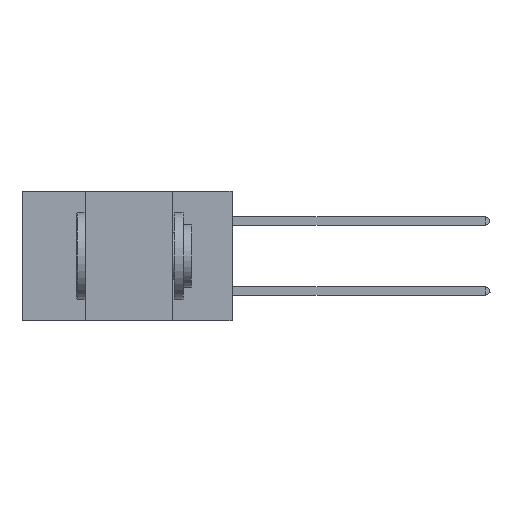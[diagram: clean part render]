
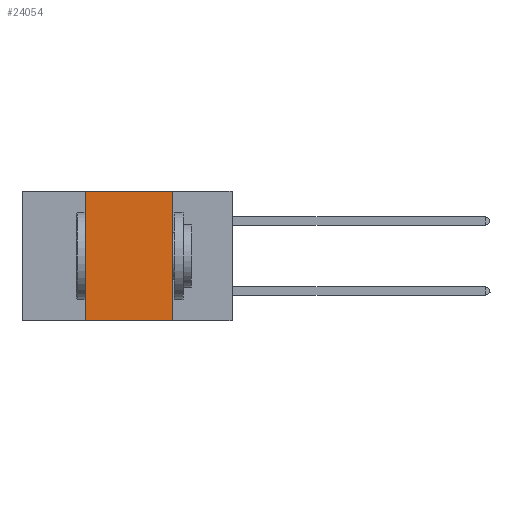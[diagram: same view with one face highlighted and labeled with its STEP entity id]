
A CAD part, left-side view. The second image highlights one B-rep face of the part: STEP entity #24054.
In plain terms, the highlighted planar face has unit normal (-1, 0, 0).
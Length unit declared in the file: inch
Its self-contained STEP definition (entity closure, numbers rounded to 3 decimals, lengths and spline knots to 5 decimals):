
#545 = DIRECTION ( 'NONE',  ( 0., 0., -1. ) ) ;
#838 = CARTESIAN_POINT ( 'NONE',  ( 0., 0.6, 0. ) ) ;
#1749 = LINE ( 'NONE', #19785, #7173 ) ;
#2071 = VERTEX_POINT ( 'NONE', #20707 ) ;
#2235 = ORIENTED_EDGE ( 'NONE', *, *, #7302, .T. ) ;
#3057 = VERTEX_POINT ( 'NONE', #12751 ) ;
#5746 = CARTESIAN_POINT ( 'NONE',  ( 0., 0.42, 0. ) ) ;
#6719 = DIRECTION ( 'NONE',  ( 0., -1., 0. ) ) ;
#7173 = VECTOR ( 'NONE', #6719, 39.37008 ) ;
#7302 = EDGE_CURVE ( 'NONE', #2071, #10656, #1749, .T. ) ;
#7975 = FACE_OUTER_BOUND ( 'NONE', #14857, .T. ) ;
#8620 = VECTOR ( 'NONE', #11682, 39.37008 ) ;
#9015 = CARTESIAN_POINT ( 'NONE',  ( 0., 0.42, 0. ) ) ;
#9745 = CARTESIAN_POINT ( 'NONE',  ( 0., 0.17, -0.37 ) ) ;
#10593 = EDGE_CURVE ( 'NONE', #26569, #3057, #18504, .T. ) ;
#10656 = VERTEX_POINT ( 'NONE', #9745 ) ;
#11598 = ORIENTED_EDGE ( 'NONE', *, *, #10593, .F. ) ;
#11659 = VECTOR ( 'NONE', #13609, 39.37008 ) ;
#11682 = DIRECTION ( 'NONE',  ( 0., -1., 0. ) ) ;
#12751 = CARTESIAN_POINT ( 'NONE',  ( 0., 0.17, 0. ) ) ;
#13609 = DIRECTION ( 'NONE',  ( 0., 0., 1. ) ) ;
#14857 = EDGE_LOOP ( 'NONE', ( #19024, #11598, #15562, #2235 ) ) ;
#15562 = ORIENTED_EDGE ( 'NONE', *, *, #24234, .F. ) ;
#17442 = LINE ( 'NONE', #9015, #11659 ) ;
#17564 = EDGE_CURVE ( 'NONE', #3057, #10656, #20772, .T. ) ;
#17799 = DIRECTION ( 'NONE',  ( 1., 0., 0. ) ) ;
#18016 = DIRECTION ( 'NONE',  ( 0., 0., -1. ) ) ;
#18504 = LINE ( 'NONE', #27054, #8620 ) ;
#19024 = ORIENTED_EDGE ( 'NONE', *, *, #17564, .F. ) ;
#19785 = CARTESIAN_POINT ( 'NONE',  ( 0., 0.6, -0.37 ) ) ;
#20377 = CARTESIAN_POINT ( 'NONE',  ( 0., 0.17, 0. ) ) ;
#20707 = CARTESIAN_POINT ( 'NONE',  ( 0., 0.42, -0.37 ) ) ;
#20772 = LINE ( 'NONE', #20377, #22437 ) ;
#22437 = VECTOR ( 'NONE', #18016, 39.37008 ) ;
#24040 = AXIS2_PLACEMENT_3D ( 'NONE', #838, #17799, #545 ) ;
#24054 = ADVANCED_FACE ( 'NONE', ( #7975 ), #26790, .F. ) ;
#24234 = EDGE_CURVE ( 'NONE', #2071, #26569, #17442, .T. ) ;
#26569 = VERTEX_POINT ( 'NONE', #5746 ) ;
#26790 = PLANE ( 'NONE',  #24040 ) ;
#27054 = CARTESIAN_POINT ( 'NONE',  ( 0., 0.6, 0. ) ) ;
